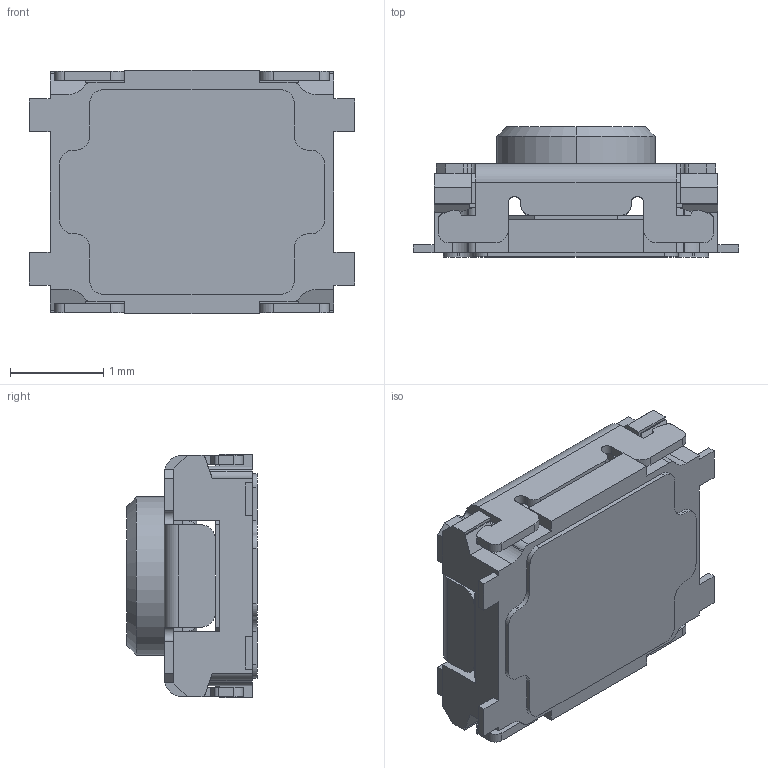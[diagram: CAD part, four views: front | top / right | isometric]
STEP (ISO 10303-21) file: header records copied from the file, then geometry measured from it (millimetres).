
FILE_DESCRIPTION (( 'STEP AP214' ), '1' );
FILE_NAME ('PTS830GM140SMTRLFS.STEP', '2018-07-25T14:53:30', ( '' ), ( '' ), 'SwSTEP 2.0', 'SolidWorks 2016', '' );
FILE_SCHEMA (( 'AUTOMOTIVE_DESIGN' ));
Length unit declared in the file: metre
Products named in the file (1): PTS830GM140SMTRLFS
Bounding box: 3.5 x 1.4 x 2.62 mm (x, y, z)
Volume: 5.9 mm3; surface area: 70.7 mm2
Topology: 1 solids, 2 shells, 333 faces, 959 edges, 616 vertices
Faces by surface type: plane 235, cylinder 85, cone 8, bspline 5
Entity records: 11926 total; most frequent: CARTESIAN_POINT 2237, ORIENTED_EDGE 1914, DIRECTION 1757, EDGE_CURVE 957, VECTOR 743, LINE 743, VERTEX_POINT 616, AXIS2_PLACEMENT_3D 507
